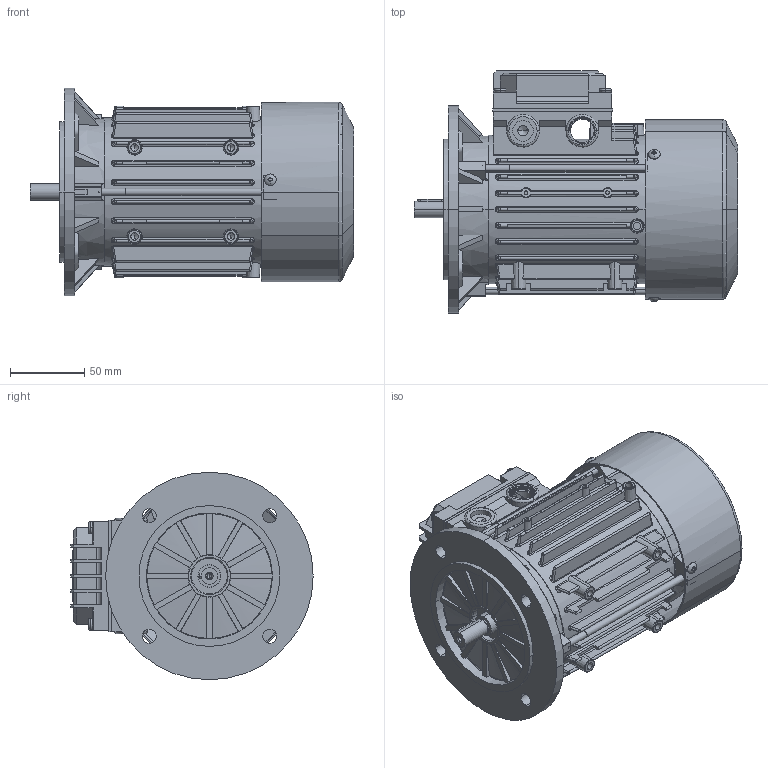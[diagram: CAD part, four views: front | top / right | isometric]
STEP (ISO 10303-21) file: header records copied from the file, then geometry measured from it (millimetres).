
FILE_DESCRIPTION (( 'STEP AP214' ), '1' );
FILE_NAME ('0VNF.STEP', '2024-04-23T23:49:18', ( '' ), ( '' ), 'SwSTEP 2.0', 'SolidWorks 2021', '' );
FILE_SCHEMA (( 'AUTOMOTIVE_DESIGN' ));
Length unit declared in the file: inch
Products named in the file (1): 0VNF
Bounding box: 218.5 x 163.5 x 140 mm (x, y, z)
Volume: 521354.3 mm3; surface area: 330230.2 mm2
Topology: 22 solids, 22 shells, 3150 faces, 8603 edges, 5472 vertices
Faces by surface type: plane 1116, cylinder 1031, torus 342, bspline 291, cone 286, sphere 84
Entity records: 123517 total; most frequent: CARTESIAN_POINT 48093, ORIENTED_EDGE 16896, DIRECTION 14395, EDGE_CURVE 8448, AXIS2_PLACEMENT_3D 5547, VERTEX_POINT 5419, EDGE_LOOP 3409, VECTOR 3301
